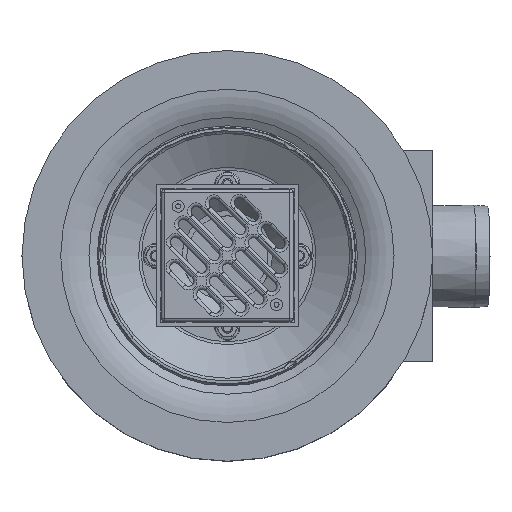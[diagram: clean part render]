
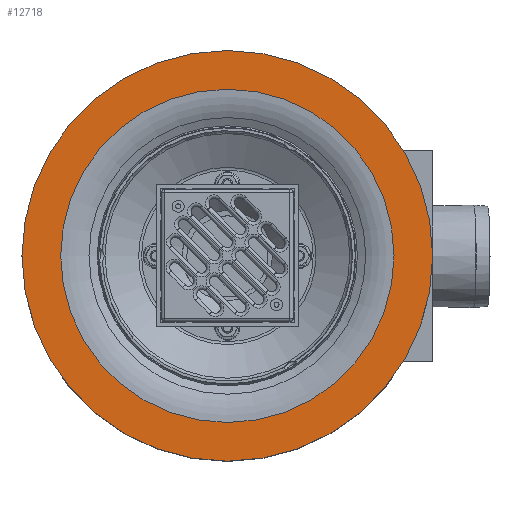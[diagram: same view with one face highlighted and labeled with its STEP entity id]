
A CAD part, top view. The second image highlights one B-rep face of the part: STEP entity #12718.
In plain terms, the highlighted planar face has unit normal (0, 0, 1).
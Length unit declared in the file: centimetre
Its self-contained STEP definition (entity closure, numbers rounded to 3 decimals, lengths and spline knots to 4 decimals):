
#716=FACE_BOUND('',#2129,.T.);
#852=PLANE('',#13790);
#1239=FACE_OUTER_BOUND('',#2128,.T.);
#2128=EDGE_LOOP('',(#9085));
#2129=EDGE_LOOP('',(#9086));
#4629=CIRCLE('',#13761,146.);
#4646=CIRCLE('',#13788,118.5);
#5575=VERTEX_POINT('',#20368);
#5589=VERTEX_POINT('',#20413);
#6853=EDGE_CURVE('',#5575,#5575,#4629,.T.);
#6873=EDGE_CURVE('',#5589,#5589,#4646,.T.);
#9085=ORIENTED_EDGE('',*,*,#6853,.F.);
#9086=ORIENTED_EDGE('',*,*,#6873,.T.);
#12718=ADVANCED_FACE('',(#1239,#716),#852,.T.);
#13761=AXIS2_PLACEMENT_3D('',#20370,#15936,#15937);
#13788=AXIS2_PLACEMENT_3D('',#20414,#15993,#15994);
#13790=AXIS2_PLACEMENT_3D('',#20416,#15997,#15998);
#15936=DIRECTION('center_axis',(0.,0.,-1.));
#15937=DIRECTION('ref_axis',(1.,0.,0.));
#15993=DIRECTION('center_axis',(0.,0.,-1.));
#15994=DIRECTION('ref_axis',(1.,0.,0.));
#15997=DIRECTION('center_axis',(0.,0.,1.));
#15998=DIRECTION('ref_axis',(0.,-1.,0.));
#20368=CARTESIAN_POINT('',(1584.3113,305.7347,44.6714));
#20370=CARTESIAN_POINT('Origin',(1438.3113,305.7347,44.6714));
#20413=CARTESIAN_POINT('',(1438.3113,187.2347,44.6714));
#20414=CARTESIAN_POINT('Origin',(1438.3113,305.7347,44.6714));
#20416=CARTESIAN_POINT('Origin',(1292.3113,305.7347,44.6714));
